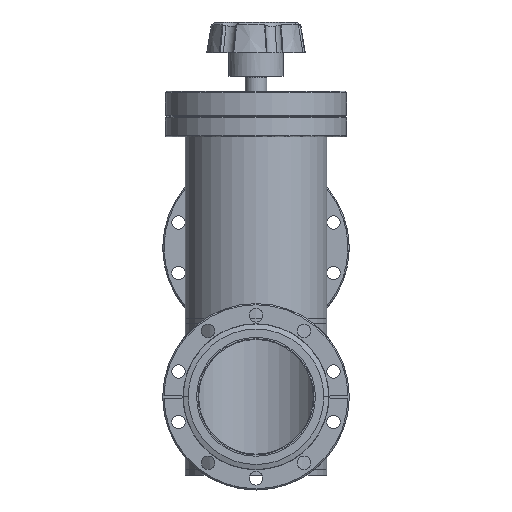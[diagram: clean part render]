
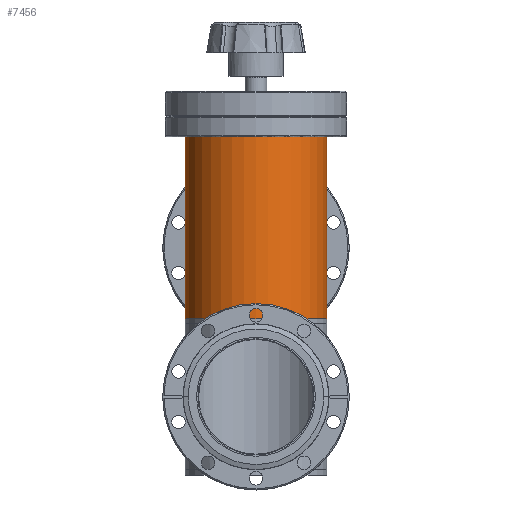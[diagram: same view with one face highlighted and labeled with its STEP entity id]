
A CAD part, front view. The second image highlights one B-rep face of the part: STEP entity #7456.
In plain terms, the highlighted cylindrical face has radius 44.45 mm (diameter 88.9 mm), a partial arc.
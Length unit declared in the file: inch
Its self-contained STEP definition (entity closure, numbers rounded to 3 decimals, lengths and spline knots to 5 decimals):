
#85 = CARTESIAN_POINT ( 'NONE',  ( 1.75, 0., 4.55 ) ) ;
#162 = EDGE_LOOP ( 'NONE', ( #4467, #2765, #16450, #11661 ) ) ;
#536 = VERTEX_POINT ( 'NONE', #2111 ) ;
#1808 = VECTOR ( 'NONE', #10448, 39.37008 ) ;
#2111 = CARTESIAN_POINT ( 'NONE',  ( 1.75, 0., 4.53 ) ) ;
#2238 = LINE ( 'NONE', #85, #8260 ) ;
#2275 = LINE ( 'NONE', #14410, #1808 ) ;
#2339 = DIRECTION ( 'NONE',  ( 0., 0., 1. ) ) ;
#2624 = DIRECTION ( 'NONE',  ( 0., 0., -1. ) ) ;
#2765 = ORIENTED_EDGE ( 'NONE', *, *, #6674, .T. ) ;
#3036 = AXIS2_PLACEMENT_3D ( 'NONE', #9874, #2339, #17500 ) ;
#3424 = CARTESIAN_POINT ( 'NONE',  ( 0., 0., 4.55 ) ) ;
#3879 = CARTESIAN_POINT ( 'NONE',  ( -1.75, 0., 0. ) ) ;
#3896 = FACE_OUTER_BOUND ( 'NONE', #162, .T. ) ;
#3952 = CIRCLE ( 'NONE', #5929, 1.75 ) ;
#4467 = ORIENTED_EDGE ( 'NONE', *, *, #13375, .F. ) ;
#4631 = DIRECTION ( 'NONE',  ( -1., 0., 0. ) ) ;
#4692 = DIRECTION ( 'NONE',  ( 0., 0., -1. ) ) ;
#4756 = CARTESIAN_POINT ( 'NONE',  ( 0., 0., 4.53 ) ) ;
#5052 = VERTEX_POINT ( 'NONE', #11667 ) ;
#5278 = DIRECTION ( 'NONE',  ( -1., 0., 0. ) ) ;
#5929 = AXIS2_PLACEMENT_3D ( 'NONE', #4756, #4692, #4631 ) ;
#6674 = EDGE_CURVE ( 'NONE', #536, #13959, #3952, .T. ) ;
#7456 = ADVANCED_FACE ( 'NONE', ( #3896 ), #7689, .T. ) ;
#7689 = CYLINDRICAL_SURFACE ( 'NONE', #16239, 1.75 ) ;
#8260 = VECTOR ( 'NONE', #11486, 39.37008 ) ;
#9874 = CARTESIAN_POINT ( 'NONE',  ( 0., 0., 0. ) ) ;
#10448 = DIRECTION ( 'NONE',  ( 0., 0., -1. ) ) ;
#11486 = DIRECTION ( 'NONE',  ( 0., 0., -1. ) ) ;
#11599 = EDGE_CURVE ( 'NONE', #13959, #13636, #2275, .T. ) ;
#11661 = ORIENTED_EDGE ( 'NONE', *, *, #12695, .T. ) ;
#11667 = CARTESIAN_POINT ( 'NONE',  ( 1.75, 0., 0. ) ) ;
#12695 = EDGE_CURVE ( 'NONE', #13636, #5052, #18016, .T. ) ;
#13375 = EDGE_CURVE ( 'NONE', #536, #5052, #2238, .T. ) ;
#13636 = VERTEX_POINT ( 'NONE', #3879 ) ;
#13959 = VERTEX_POINT ( 'NONE', #18058 ) ;
#14410 = CARTESIAN_POINT ( 'NONE',  ( -1.75, 0., 4.55 ) ) ;
#16239 = AXIS2_PLACEMENT_3D ( 'NONE', #3424, #2624, #5278 ) ;
#16450 = ORIENTED_EDGE ( 'NONE', *, *, #11599, .T. ) ;
#17500 = DIRECTION ( 'NONE',  ( -1., 0., 0. ) ) ;
#18016 = CIRCLE ( 'NONE', #3036, 1.75 ) ;
#18058 = CARTESIAN_POINT ( 'NONE',  ( -1.75, 0., 4.53 ) ) ;
